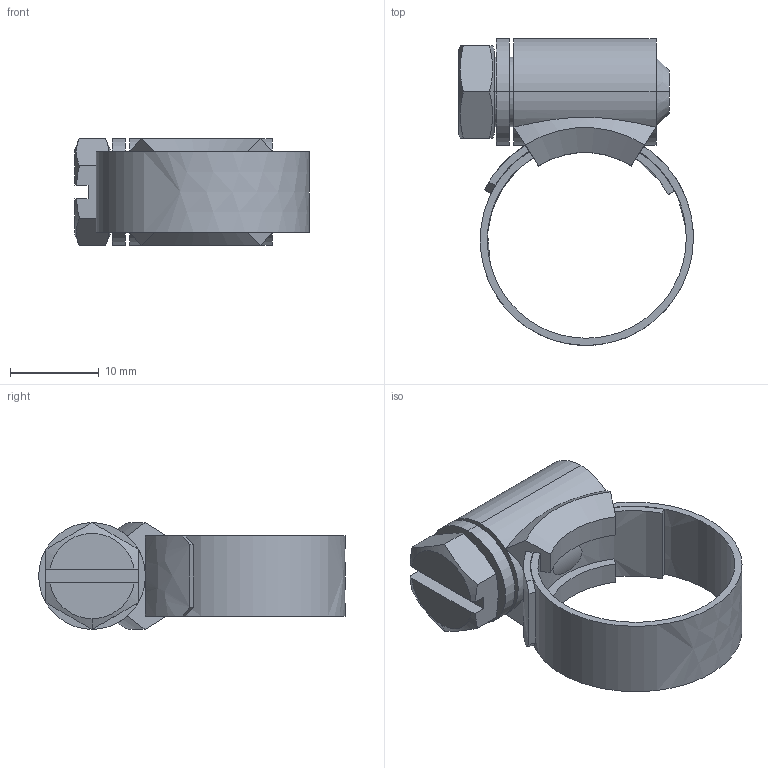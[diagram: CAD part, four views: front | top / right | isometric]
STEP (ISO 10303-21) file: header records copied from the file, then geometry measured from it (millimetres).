
FILE_DESCRIPTION (( 'STEP AP203' ), '1' );
FILE_NAME ('3D-R148_12-22_171781040.STEP', '2024-08-31T18:17:45', ( '' ), ( '' ), 'SwSTEP 2.0', 'SolidWorks 2024', '' );
FILE_SCHEMA (( 'CONFIG_CONTROL_DESIGN' ));
Length unit declared in the file: millimetre
Products named in the file (1): 3D-R148_12-22_171781040
Bounding box: 26.37 x 34.47 x 12 mm (x, y, z)
Volume: 3156 mm3; surface area: 3669.2 mm2
Topology: 2 solids, 2 shells, 72 faces, 186 edges, 119 vertices
Faces by surface type: plane 39, cylinder 20, cone 11, bspline 2
Entity records: 3182 total; most frequent: CARTESIAN_POINT 1428, ORIENTED_EDGE 372, DIRECTION 303, EDGE_CURVE 186, VERTEX_POINT 119, AXIS2_PLACEMENT_3D 110, EDGE_LOOP 87, LINE 83
